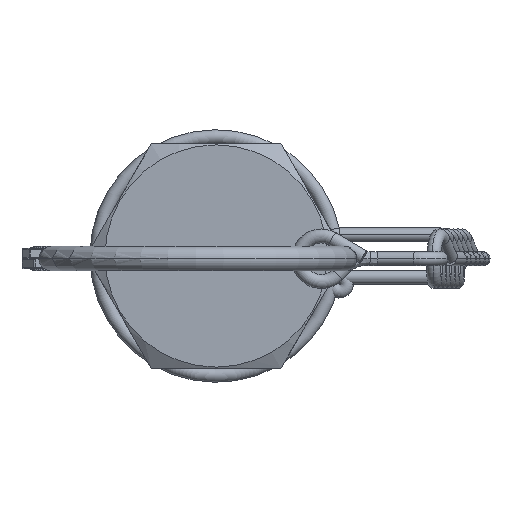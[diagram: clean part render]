
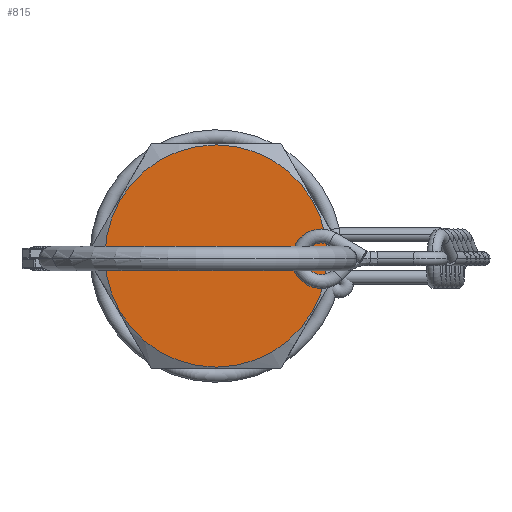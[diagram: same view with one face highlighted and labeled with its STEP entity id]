
A CAD part, left-side view. The second image highlights one B-rep face of the part: STEP entity #815.
In plain terms, the highlighted planar face has unit normal (-1, 0, 0).
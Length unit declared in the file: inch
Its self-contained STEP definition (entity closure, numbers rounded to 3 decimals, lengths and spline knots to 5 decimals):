
#217 = VERTEX_POINT ( 'NONE', #13132 ) ;
#815 = ADVANCED_FACE ( 'NONE', ( #6351 ), #2614, .F. ) ;
#840 = ORIENTED_EDGE ( 'NONE', *, *, #1292, .T. ) ;
#1270 = CIRCLE ( 'NONE', #6371, 0.495 ) ;
#1292 = EDGE_CURVE ( 'NONE', #12984, #217, #1587, .T. ) ;
#1506 = EDGE_CURVE ( 'NONE', #217, #12984, #1270, .T. ) ;
#1587 = CIRCLE ( 'NONE', #6867, 0.495 ) ;
#1664 = CARTESIAN_POINT ( 'NONE',  ( 0., 0., 0. ) ) ;
#2218 = DIRECTION ( 'NONE',  ( -1., 0., 0. ) ) ;
#2614 = PLANE ( 'NONE',  #2670 ) ;
#2670 = AXIS2_PLACEMENT_3D ( 'NONE', #11943, #7712, #12900 ) ;
#2719 = DIRECTION ( 'NONE',  ( -1., 0., 0. ) ) ;
#3169 = DIRECTION ( 'NONE',  ( 0., 0., 1. ) ) ;
#3305 = CARTESIAN_POINT ( 'NONE',  ( 0., 0., 0. ) ) ;
#6351 = FACE_OUTER_BOUND ( 'NONE', #9202, .T. ) ;
#6371 = AXIS2_PLACEMENT_3D ( 'NONE', #3305, #2218, #3169 ) ;
#6867 = AXIS2_PLACEMENT_3D ( 'NONE', #1664, #2719, #8082 ) ;
#7712 = DIRECTION ( 'NONE',  ( 1., 0., 0. ) ) ;
#8082 = DIRECTION ( 'NONE',  ( 0., 0., 1. ) ) ;
#9202 = EDGE_LOOP ( 'NONE', ( #12924, #840 ) ) ;
#11943 = CARTESIAN_POINT ( 'NONE',  ( 0., 0., 0. ) ) ;
#12321 = CARTESIAN_POINT ( 'NONE',  ( 0., 0., 0.495 ) ) ;
#12900 = DIRECTION ( 'NONE',  ( 0., 0., -1. ) ) ;
#12924 = ORIENTED_EDGE ( 'NONE', *, *, #1506, .T. ) ;
#12984 = VERTEX_POINT ( 'NONE', #12321 ) ;
#13132 = CARTESIAN_POINT ( 'NONE',  ( 0., 0., -0.495 ) ) ;
